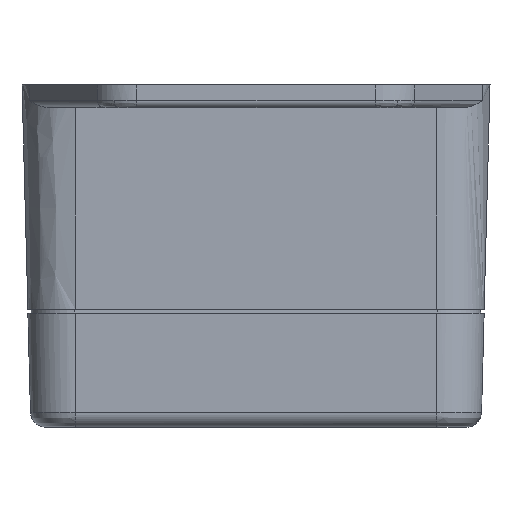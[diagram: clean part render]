
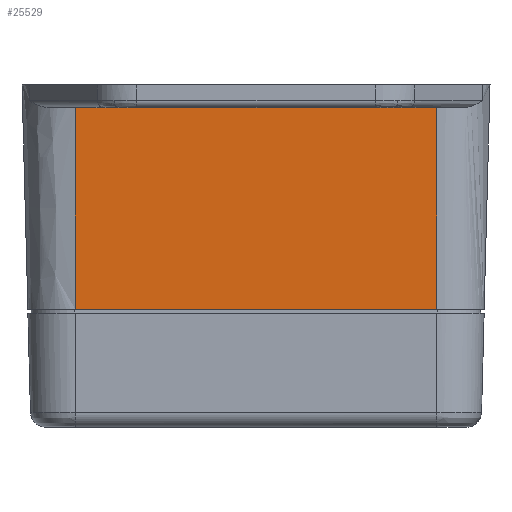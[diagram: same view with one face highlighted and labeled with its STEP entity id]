
A CAD part, left-side view. The second image highlights one B-rep face of the part: STEP entity #25529.
In plain terms, the highlighted planar face has unit normal (-1, 0, -0.026).
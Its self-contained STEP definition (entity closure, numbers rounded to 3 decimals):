
#2569 = ORIENTED_EDGE ( 'NONE', *, *, #35242, .T. ) ;
#2877 = DIRECTION ( 'NONE',  ( 0.026, 0., -1. ) ) ;
#5669 = CARTESIAN_POINT ( 'NONE',  ( -59.997, 23.751, -29.571 ) ) ;
#5725 = CARTESIAN_POINT ( 'NONE',  ( -59.997, -30.064, -29.571 ) ) ;
#7064 = VECTOR ( 'NONE', #2877, 1000. ) ;
#7689 = CARTESIAN_POINT ( 'NONE',  ( -59.997, 23.751, -29.571 ) ) ;
#8569 = EDGE_CURVE ( 'NONE', #36651, #15743, #32160, .T. ) ;
#8737 = ORIENTED_EDGE ( 'NONE', *, *, #23749, .T. ) ;
#10098 = CARTESIAN_POINT ( 'NONE',  ( -59.997, -30.064, -29.571 ) ) ;
#13373 = ORIENTED_EDGE ( 'NONE', *, *, #8569, .F. ) ;
#14241 = VECTOR ( 'NONE', #42238, 1000. ) ;
#15743 = VERTEX_POINT ( 'NONE', #39591 ) ;
#22436 = AXIS2_PLACEMENT_3D ( 'NONE', #5725, #57962, #29655 ) ;
#23749 = EDGE_CURVE ( 'NONE', #36651, #50336, #32343, .T. ) ;
#24820 = EDGE_LOOP ( 'NONE', ( #8737, #34532, #2569, #13373 ) ) ;
#25529 = ADVANCED_FACE ( 'NONE', ( #43878 ), #38959, .T. ) ;
#29208 = CARTESIAN_POINT ( 'NONE',  ( -60.691, -30.064, -3.072 ) ) ;
#29655 = DIRECTION ( 'NONE',  ( -0.026, 0., 1. ) ) ;
#30763 = LINE ( 'NONE', #10098, #44837 ) ;
#32160 = LINE ( 'NONE', #29208, #54366 ) ;
#32343 = LINE ( 'NONE', #7689, #7064 ) ;
#34532 = ORIENTED_EDGE ( 'NONE', *, *, #57554, .F. ) ;
#35242 = EDGE_CURVE ( 'NONE', #37842, #15743, #53612, .T. ) ;
#36651 = VERTEX_POINT ( 'NONE', #59790 ) ;
#37479 = CARTESIAN_POINT ( 'NONE',  ( -59.997, -23.751, -29.571 ) ) ;
#37842 = VERTEX_POINT ( 'NONE', #54033 ) ;
#38959 = PLANE ( 'NONE',  #22436 ) ;
#39591 = CARTESIAN_POINT ( 'NONE',  ( -60.691, -23.751, -3.072 ) ) ;
#42238 = DIRECTION ( 'NONE',  ( -0.026, 0., 1. ) ) ;
#43313 = DIRECTION ( 'NONE',  ( 0., 1., 0. ) ) ;
#43878 = FACE_OUTER_BOUND ( 'NONE', #24820, .T. ) ;
#44837 = VECTOR ( 'NONE', #43313, 1000. ) ;
#50336 = VERTEX_POINT ( 'NONE', #5669 ) ;
#53612 = LINE ( 'NONE', #37479, #14241 ) ;
#54033 = CARTESIAN_POINT ( 'NONE',  ( -59.997, -23.751, -29.571 ) ) ;
#54366 = VECTOR ( 'NONE', #57327, 1000. ) ;
#57327 = DIRECTION ( 'NONE',  ( 0., -1., 0. ) ) ;
#57554 = EDGE_CURVE ( 'NONE', #37842, #50336, #30763, .T. ) ;
#57962 = DIRECTION ( 'NONE',  ( -1., 0., -0.026 ) ) ;
#59790 = CARTESIAN_POINT ( 'NONE',  ( -60.691, 23.751, -3.072 ) ) ;
